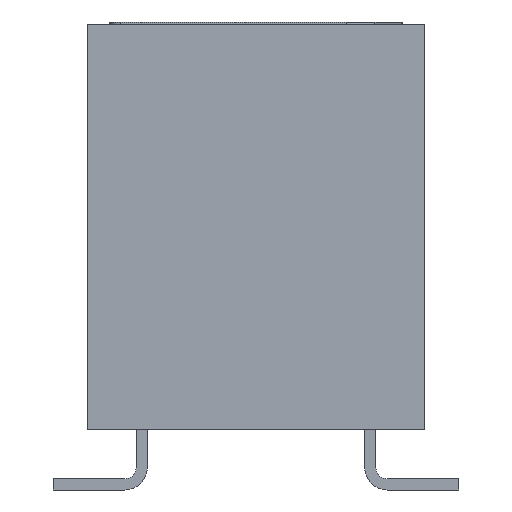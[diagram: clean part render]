
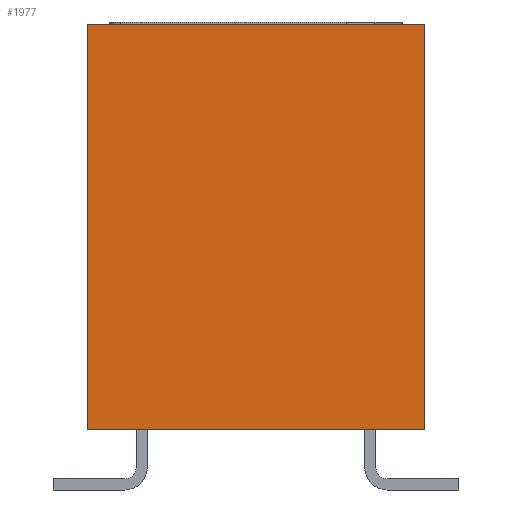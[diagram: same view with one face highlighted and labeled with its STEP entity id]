
A CAD part, front view. The second image highlights one B-rep face of the part: STEP entity #1977.
In plain terms, the highlighted planar face has unit normal (0, -1, 0).
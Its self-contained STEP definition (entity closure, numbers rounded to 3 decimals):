
#634 = VERTEX_POINT('',#635);
#635 = CARTESIAN_POINT('',(3.75,-8.75,1.35));
#643 = VERTEX_POINT('',#644);
#644 = CARTESIAN_POINT('',(-3.75,-8.75,1.35));
#650 = EDGE_CURVE('',#634,#643,#651,.T.);
#651 = LINE('',#652,#653);
#652 = CARTESIAN_POINT('',(3.75,-8.75,1.35));
#653 = VECTOR('',#654,1.);
#654 = DIRECTION('',(-1.,0.,0.));
#701 = VERTEX_POINT('',#702);
#702 = CARTESIAN_POINT('',(3.75,-8.75,10.35));
#708 = EDGE_CURVE('',#634,#701,#709,.T.);
#709 = LINE('',#710,#711);
#710 = CARTESIAN_POINT('',(3.75,-8.75,0.));
#711 = VECTOR('',#712,1.);
#712 = DIRECTION('',(0.,0.,1.));
#724 = EDGE_CURVE('',#701,#725,#727,.T.);
#725 = VERTEX_POINT('',#726);
#726 = CARTESIAN_POINT('',(-3.75,-8.75,10.35));
#727 = LINE('',#728,#729);
#728 = CARTESIAN_POINT('',(3.75,-8.75,10.35));
#729 = VECTOR('',#730,1.);
#730 = DIRECTION('',(-1.,0.,0.));
#1965 = EDGE_CURVE('',#643,#725,#1966,.T.);
#1966 = LINE('',#1967,#1968);
#1967 = CARTESIAN_POINT('',(-3.75,-8.75,0.));
#1968 = VECTOR('',#1969,1.);
#1969 = DIRECTION('',(0.,0.,1.));
#1977 = ADVANCED_FACE('',(#1978),#1984,.T.);
#1978 = FACE_BOUND('',#1979,.T.);
#1979 = EDGE_LOOP('',(#1980,#1981,#1982,#1983));
#1980 = ORIENTED_EDGE('',*,*,#650,.F.);
#1981 = ORIENTED_EDGE('',*,*,#708,.T.);
#1982 = ORIENTED_EDGE('',*,*,#724,.T.);
#1983 = ORIENTED_EDGE('',*,*,#1965,.F.);
#1984 = PLANE('',#1985);
#1985 = AXIS2_PLACEMENT_3D('',#1986,#1987,#1988);
#1986 = CARTESIAN_POINT('',(3.75,-8.75,0.));
#1987 = DIRECTION('',(0.,-1.,0.));
#1988 = DIRECTION('',(-1.,0.,0.));
